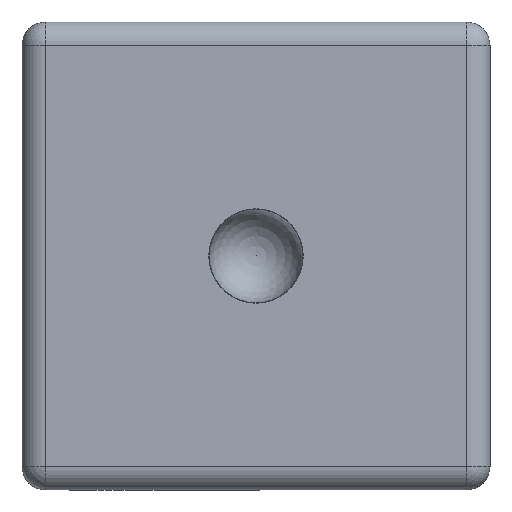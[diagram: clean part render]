
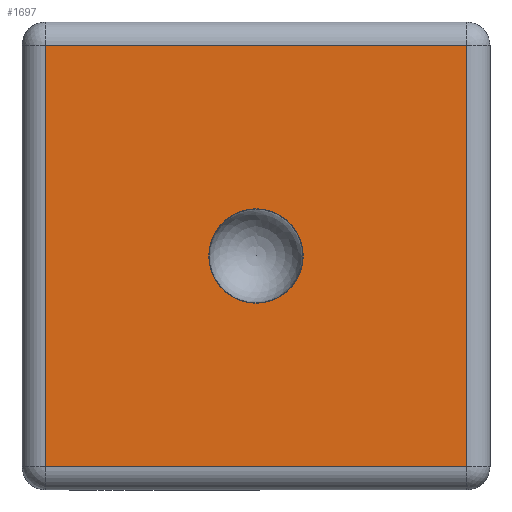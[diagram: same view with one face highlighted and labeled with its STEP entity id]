
A CAD part, front view. The second image highlights one B-rep face of the part: STEP entity #1697.
In plain terms, the highlighted planar face has unit normal (0, -1, 0).
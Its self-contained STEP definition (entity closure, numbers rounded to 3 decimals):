
#57=FACE_BOUND('',#527,.T.);
#99=PLANE('',#1908);
#168=LINE('',#2875,#234);
#170=LINE('',#2878,#236);
#188=LINE('',#2926,#254);
#190=LINE('',#2929,#256);
#234=VECTOR('',#2210,10.);
#236=VECTOR('',#2214,10.);
#254=VECTOR('',#2274,10.);
#256=VECTOR('',#2278,10.);
#374=FACE_OUTER_BOUND('',#526,.T.);
#526=EDGE_LOOP('',(#1288,#1289,#1290,#1291));
#527=EDGE_LOOP('',(#1292));
#724=CIRCLE('',#1909,10.1);
#852=VERTEX_POINT('',#2843);
#854=VERTEX_POINT('',#2848);
#858=VERTEX_POINT('',#2857);
#864=VERTEX_POINT('',#2871);
#874=VERTEX_POINT('',#2932);
#1015=EDGE_CURVE('',#854,#864,#168,.T.);
#1017=EDGE_CURVE('',#864,#858,#170,.T.);
#1044=EDGE_CURVE('',#858,#852,#188,.T.);
#1046=EDGE_CURVE('',#852,#854,#190,.T.);
#1048=EDGE_CURVE('',#874,#874,#724,.T.);
#1288=ORIENTED_EDGE('',*,*,#1015,.F.);
#1289=ORIENTED_EDGE('',*,*,#1046,.F.);
#1290=ORIENTED_EDGE('',*,*,#1044,.F.);
#1291=ORIENTED_EDGE('',*,*,#1017,.F.);
#1292=ORIENTED_EDGE('',*,*,#1048,.T.);
#1697=ADVANCED_FACE('',(#374,#57),#99,.F.);
#1908=AXIS2_PLACEMENT_3D('',#2931,#2280,#2281);
#1909=AXIS2_PLACEMENT_3D('',#2933,#2282,#2283);
#2210=DIRECTION('',(1.,0.,0.));
#2214=DIRECTION('',(0.,0.,-1.));
#2274=DIRECTION('',(-1.,0.,0.));
#2278=DIRECTION('',(0.,0.,1.));
#2280=DIRECTION('center_axis',(0.,1.,0.));
#2281=DIRECTION('ref_axis',(0.,0.,1.));
#2282=DIRECTION('center_axis',(0.,1.,0.));
#2283=DIRECTION('ref_axis',(-1.,0.,0.));
#2843=CARTESIAN_POINT('',(5.,0.,5.));
#2848=CARTESIAN_POINT('',(5.,0.,95.));
#2857=CARTESIAN_POINT('',(95.,0.,5.));
#2871=CARTESIAN_POINT('',(95.,0.,95.));
#2875=CARTESIAN_POINT('',(50.,0.,95.));
#2878=CARTESIAN_POINT('',(95.,0.,50.));
#2926=CARTESIAN_POINT('',(50.,0.,5.));
#2929=CARTESIAN_POINT('',(5.,0.,50.));
#2931=CARTESIAN_POINT('Origin',(50.,0.,50.));
#2932=CARTESIAN_POINT('',(60.1,0.,50.));
#2933=CARTESIAN_POINT('Origin',(50.,0.,50.));
